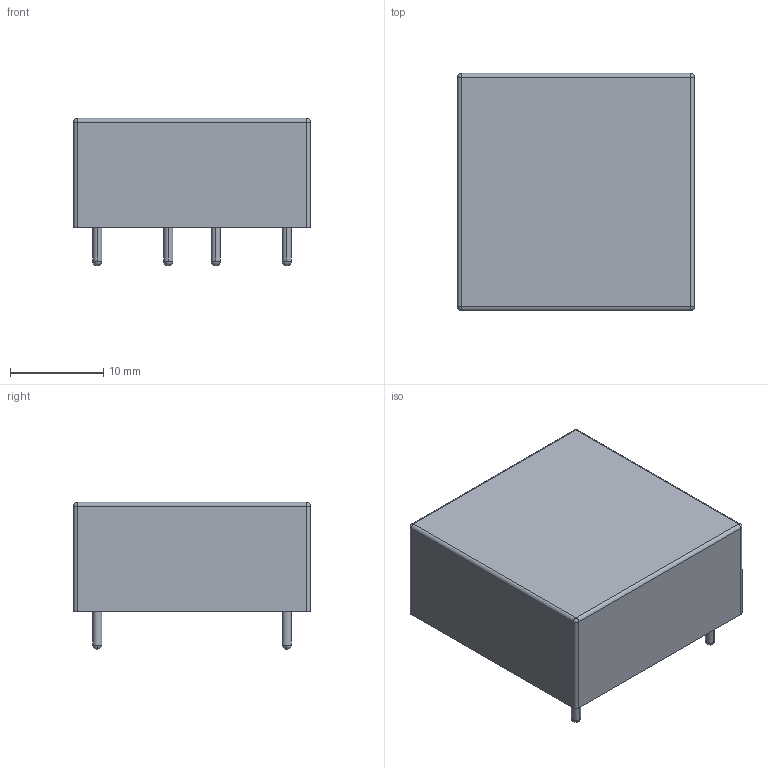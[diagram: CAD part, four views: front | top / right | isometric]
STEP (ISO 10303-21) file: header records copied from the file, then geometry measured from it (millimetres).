
FILE_DESCRIPTION(('FreeCAD Model'),'2;1');
FILE_NAME( 'CUI_PQDE6W-Q24-S24-D.step' ,'2019-07-24T12:21:27',('kicad StepUp'),('ksu MCAD'), 'Open CASCADE STEP processor 7.3','FreeCAD','Unknown');
FILE_SCHEMA(('AUTOMOTIVE_DESIGN { 1 0 10303 214 1 1 1 1 }'));
Length unit declared in the file: millimetre
Products named in the file (1): CUI_PQDE6W-Q24-S24-D
Bounding box: 25.4 x 25.4 x 15.8 mm (x, y, z)
Volume: 7555.7 mm3; surface area: 2501.7 mm2
Topology: 1 solids, 1 shells, 34 faces, 88 edges, 48 vertices
Faces by surface type: cylinder 16, sphere 12, plane 6
Entity records: 985 total; most frequent: DIRECTION 194, CARTESIAN_POINT 159, ORIENTED_EDGE 152, AXIS2_PLACEMENT_3D 83, EDGE_CURVE 76, VERTEX_POINT 48, CIRCLE 48, FACE_BOUND 38
